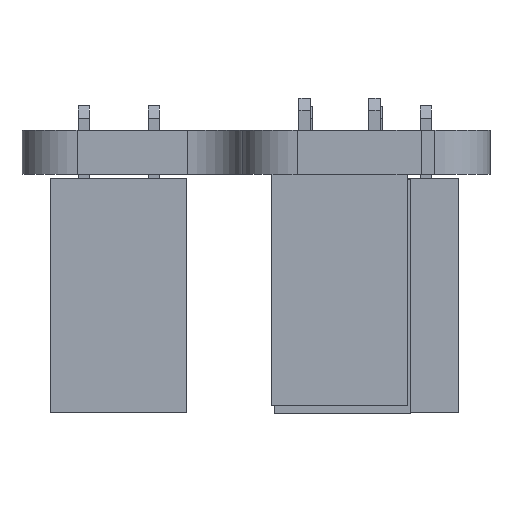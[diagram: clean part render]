
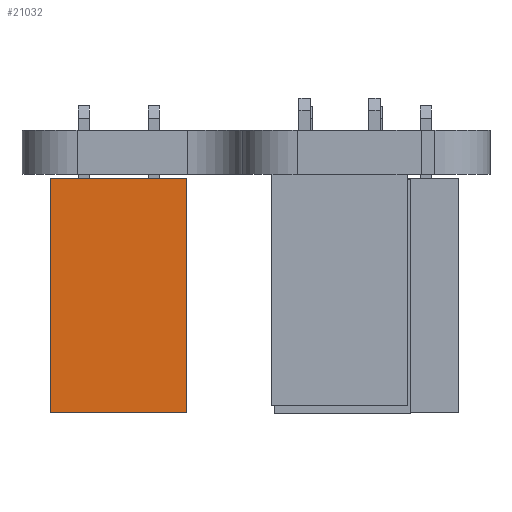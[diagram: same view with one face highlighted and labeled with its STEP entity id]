
A CAD part, left-side view. The second image highlights one B-rep face of the part: STEP entity #21032.
In plain terms, the highlighted planar face has unit normal (-1, 0, 0).
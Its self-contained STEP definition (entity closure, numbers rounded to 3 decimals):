
#18280 = VERTEX_POINT('',#18281);
#18281 = CARTESIAN_POINT('',(-15.494,-2.493,-10.275));
#18287 = EDGE_CURVE('',#18280,#18288,#18290,.T.);
#18288 = VERTEX_POINT('',#18289);
#18289 = CARTESIAN_POINT('',(-15.494,2.46,-10.275));
#18290 = LINE('',#18291,#18292);
#18291 = CARTESIAN_POINT('',(-15.494,-2.493,-10.275));
#18292 = VECTOR('',#18293,1.);
#18293 = DIRECTION('',(0.,1.,0.));
#21000 = VERTEX_POINT('',#21001);
#21001 = CARTESIAN_POINT('',(-15.494,-2.493,-1.766));
#21007 = EDGE_CURVE('',#18280,#21000,#21008,.T.);
#21008 = LINE('',#21009,#21010);
#21009 = CARTESIAN_POINT('',(-15.494,-2.493,-10.275));
#21010 = VECTOR('',#21011,1.);
#21011 = DIRECTION('',(0.,0.,1.));
#21032 = ADVANCED_FACE('',(#21033),#21051,.F.);
#21033 = FACE_BOUND('',#21034,.T.);
#21034 = EDGE_LOOP('',(#21035,#21043,#21049,#21050));
#21035 = ORIENTED_EDGE('',*,*,#21036,.T.);
#21036 = EDGE_CURVE('',#21000,#21037,#21039,.T.);
#21037 = VERTEX_POINT('',#21038);
#21038 = CARTESIAN_POINT('',(-15.494,2.46,-1.766));
#21039 = LINE('',#21040,#21041);
#21040 = CARTESIAN_POINT('',(-15.494,-2.493,-1.766));
#21041 = VECTOR('',#21042,1.);
#21042 = DIRECTION('',(0.,1.,0.));
#21043 = ORIENTED_EDGE('',*,*,#21044,.F.);
#21044 = EDGE_CURVE('',#18288,#21037,#21045,.T.);
#21045 = LINE('',#21046,#21047);
#21046 = CARTESIAN_POINT('',(-15.494,2.46,-10.275));
#21047 = VECTOR('',#21048,1.);
#21048 = DIRECTION('',(0.,0.,1.));
#21049 = ORIENTED_EDGE('',*,*,#18287,.F.);
#21050 = ORIENTED_EDGE('',*,*,#21007,.T.);
#21051 = PLANE('',#21052);
#21052 = AXIS2_PLACEMENT_3D('',#21053,#21054,#21055);
#21053 = CARTESIAN_POINT('',(-15.494,-2.493,-10.275));
#21054 = DIRECTION('',(1.,0.,0.));
#21055 = DIRECTION('',(0.,-1.,0.));
